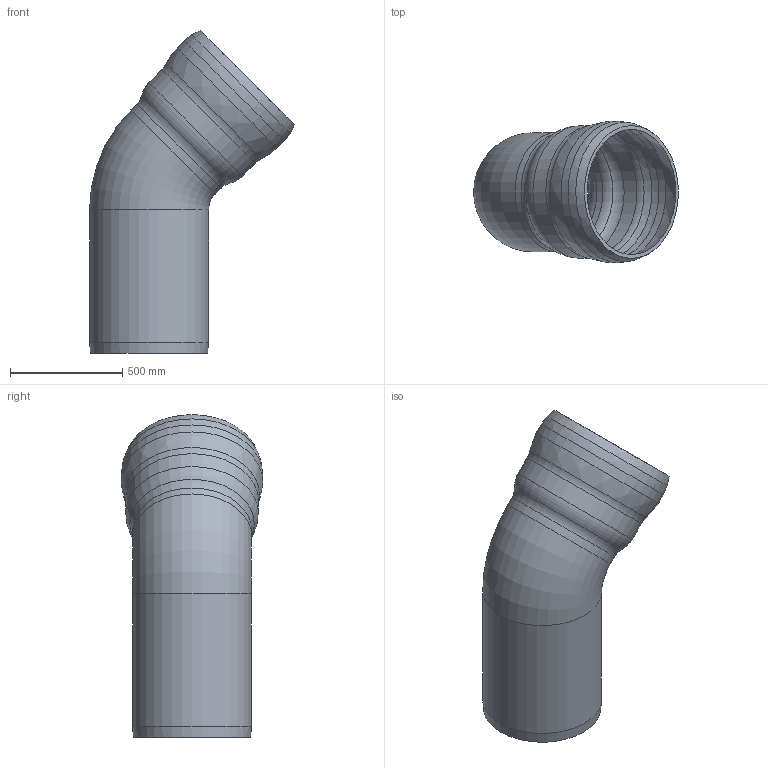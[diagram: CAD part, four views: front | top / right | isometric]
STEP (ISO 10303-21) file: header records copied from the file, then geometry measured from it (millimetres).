
FILE_DESCRIPTION(/* description */ (''),/* implementation_level */ '2;1');
FILE_NAME(/* name */ '00352.050X_3D.stp',/* time_stamp */ '2024-12-11T12:55:30+01:00',/* author */ ('CAD'),/* organization */ (''),/* preprocessor_version */ 'ST-DEVELOPER v20',/* originating_system */ 'AutoCAD Mechanical',/* authorisation */ '');
FILE_SCHEMA (('AUTOMOTIVE_DESIGN { 1 0 10303 214 3 1 1 }'));
Length unit declared in the file: centimetre
Products named in the file (1): Product
Bounding box: 912.77 x 630 x 1437.79 mm (x, y, z)
Volume: 35512618.6 mm3; surface area: 4790015.2 mm2
Topology: 1 solids, 1 shells, 26 faces, 60 edges, 36 vertices
Faces by surface type: cylinder 8, torus 8, bspline 6, cone 2, plane 2
Full cylindrical faces by diameter (mm): 500 x2, 530 x2, 560 x1, 590 x1, 600 x1, 630 x1
Entity records: 917 total; most frequent: CARTESIAN_POINT 279, DIRECTION 152, ORIENTED_EDGE 120, AXIS2_PLACEMENT_3D 71, EDGE_CURVE 60, CIRCLE 50, VERTEX_POINT 36, EDGE_LOOP 28
